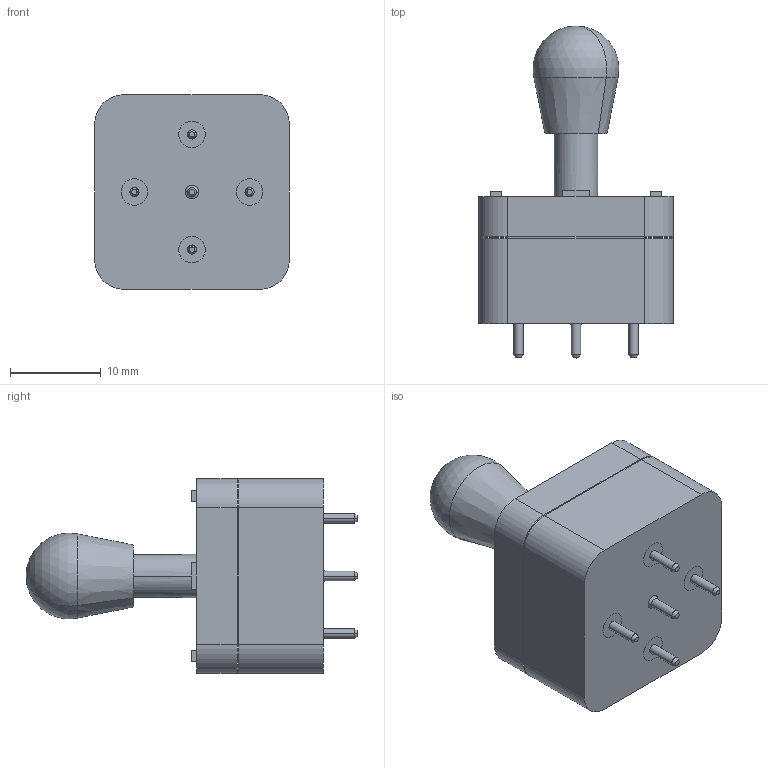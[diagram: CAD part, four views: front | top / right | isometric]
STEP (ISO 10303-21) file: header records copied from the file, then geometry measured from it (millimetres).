
FILE_DESCRIPTION((''),'2;1');
FILE_NAME('04A-B01','2014-12-29T',('sbuenzli'),(''),'PRO/ENGINEER BY PARAMETRIC TECHNOLOGY CORPORATION, 2011490','PRO/ENGINEER BY PARAMETRIC TECHNOLOGY CORPORATION, 2011490','');
FILE_SCHEMA(('CONFIG_CONTROL_DESIGN'));
Length unit declared in the file: inch
Products named in the file (1): 04A-B01
Bounding box: 21.46 x 36.63 x 21.46 mm (x, y, z)
Surface area: 3494.2 mm2 (no closed solid volume)
Topology: 0 solids, 13 shells, 100 faces, 340 edges, 259 vertices
Faces by surface type: plane 60, cylinder 22, cone 12, torus 4, sphere 2
Entity records: 3718 total; most frequent: CARTESIAN_POINT 697, DIRECTION 634, ORIENTED_EDGE 520, EDGE_CURVE 338, VERTEX_POINT 259, VECTOR 242, LINE 242, AXIS2_PLACEMENT_3D 196
